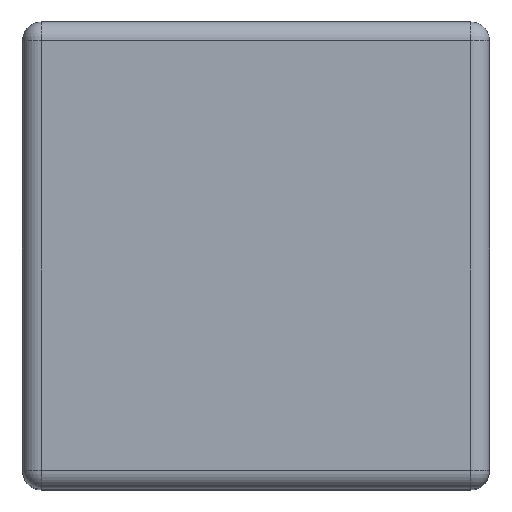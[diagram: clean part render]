
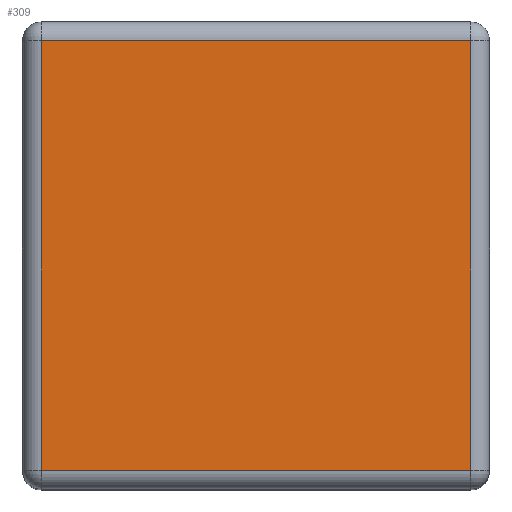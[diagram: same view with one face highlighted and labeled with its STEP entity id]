
A CAD part, top view. The second image highlights one B-rep face of the part: STEP entity #309.
In plain terms, the highlighted planar face has unit normal (0, 0, 1).
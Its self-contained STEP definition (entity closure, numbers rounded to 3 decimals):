
#10 = EDGE_CURVE ( 'NONE', #1583, #952, #561, .T. ) ;
#26 = FACE_OUTER_BOUND ( 'NONE', #34, .T. ) ;
#34 = EDGE_LOOP ( 'NONE', ( #644, #1215, #816, #538 ) ) ;
#153 = VECTOR ( 'NONE', #1128, 1000. ) ;
#281 = PLANE ( 'NONE',  #297 ) ;
#297 = AXIS2_PLACEMENT_3D ( 'NONE', #1797, #1018, #1621 ) ;
#305 = CARTESIAN_POINT ( 'NONE',  ( 1.15, 1.25, 1.6 ) ) ;
#309 = ADVANCED_FACE ( 'NONE', ( #26 ), #281, .T. ) ;
#311 = CARTESIAN_POINT ( 'NONE',  ( 1.15, 1.15, 1.6 ) ) ;
#445 = VECTOR ( 'NONE', #626, 1000. ) ;
#448 = EDGE_CURVE ( 'NONE', #1706, #1583, #749, .T. ) ;
#456 = CARTESIAN_POINT ( 'NONE',  ( -1.25, 1.15, 1.6 ) ) ;
#476 = EDGE_CURVE ( 'NONE', #952, #1337, #1251, .T. ) ;
#538 = ORIENTED_EDGE ( 'NONE', *, *, #10, .T. ) ;
#561 = LINE ( 'NONE', #1594, #153 ) ;
#592 = VECTOR ( 'NONE', #1192, 1000. ) ;
#626 = DIRECTION ( 'NONE',  ( 1., 0., 0. ) ) ;
#632 = CARTESIAN_POINT ( 'NONE',  ( -1.15, 1.15, 1.6 ) ) ;
#644 = ORIENTED_EDGE ( 'NONE', *, *, #476, .T. ) ;
#677 = LINE ( 'NONE', #305, #592 ) ;
#749 = LINE ( 'NONE', #456, #1871 ) ;
#767 = DIRECTION ( 'NONE',  ( -1., 0., 0. ) ) ;
#816 = ORIENTED_EDGE ( 'NONE', *, *, #448, .T. ) ;
#952 = VERTEX_POINT ( 'NONE', #1924 ) ;
#1018 = DIRECTION ( 'NONE',  ( 0., 0., 1. ) ) ;
#1112 = CARTESIAN_POINT ( 'NONE',  ( 1.15, -1.15, 1.6 ) ) ;
#1128 = DIRECTION ( 'NONE',  ( 0., -1., 0. ) ) ;
#1192 = DIRECTION ( 'NONE',  ( 0., 1., 0. ) ) ;
#1215 = ORIENTED_EDGE ( 'NONE', *, *, #1956, .T. ) ;
#1251 = LINE ( 'NONE', #1541, #445 ) ;
#1337 = VERTEX_POINT ( 'NONE', #1112 ) ;
#1541 = CARTESIAN_POINT ( 'NONE',  ( 1.25, -1.15, 1.6 ) ) ;
#1583 = VERTEX_POINT ( 'NONE', #632 ) ;
#1594 = CARTESIAN_POINT ( 'NONE',  ( -1.15, -1.25, 1.6 ) ) ;
#1621 = DIRECTION ( 'NONE',  ( 1., 0., 0. ) ) ;
#1706 = VERTEX_POINT ( 'NONE', #311 ) ;
#1797 = CARTESIAN_POINT ( 'NONE',  ( 0., 0., 1.6 ) ) ;
#1871 = VECTOR ( 'NONE', #767, 1000. ) ;
#1924 = CARTESIAN_POINT ( 'NONE',  ( -1.15, -1.15, 1.6 ) ) ;
#1956 = EDGE_CURVE ( 'NONE', #1337, #1706, #677, .T. ) ;
